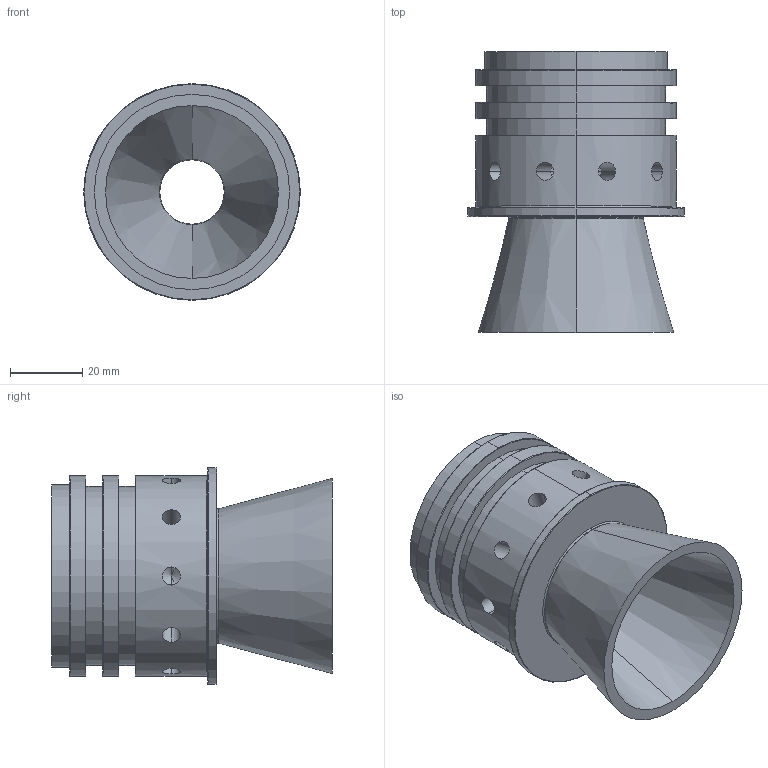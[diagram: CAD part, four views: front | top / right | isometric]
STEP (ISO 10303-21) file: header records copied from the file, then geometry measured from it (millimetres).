
FILE_DESCRIPTION (( 'STEP AP214' ), '1' );
FILE_NAME ('Tuyère V3.STEP', '2021-10-29T10:01:34', ( '' ), ( '' ), 'SwSTEP 2.0', 'SolidWorks 2020', '' );
FILE_SCHEMA (( 'AUTOMOTIVE_DESIGN' ));
Length unit declared in the file: millimetre
Products named in the file (1): Tuyère V3
Bounding box: 60 x 77.78 x 60 mm (x, y, z)
Volume: 93706.8 mm3; surface area: 28210.7 mm2
Topology: 1 solids, 1 shells, 97 faces, 214 edges, 116 vertices
Faces by surface type: cylinder 34, torus 28, cone 26, plane 9
Entity records: 3380 total; most frequent: CARTESIAN_POINT 1048, DIRECTION 484, ORIENTED_EDGE 388, AXIS2_PLACEMENT_3D 212, EDGE_CURVE 194, VERTEX_POINT 116, EDGE_LOOP 116, CIRCLE 114
